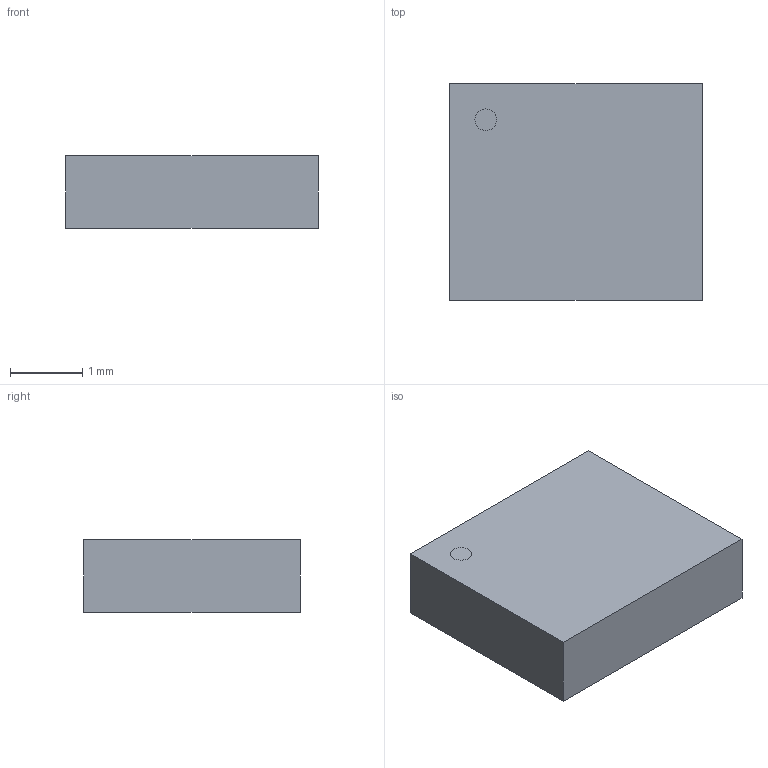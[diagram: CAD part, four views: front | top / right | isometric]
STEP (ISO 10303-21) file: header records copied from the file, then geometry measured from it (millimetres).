
FILE_DESCRIPTION(('FreeCAD Model'),'2;1');
FILE_NAME('LGA_24l.step','2020-06-12T18:57:47',( 'Author'),(''),'Open CASCADE STEP processor 7.3','FreeCAD','Unknown' );
FILE_SCHEMA(('AUTOMOTIVE_DESIGN { 1 0 10303 214 1 1 1 1 }'));
Length unit declared in the file: millimetre
Products named in the file (1): Chip
Bounding box: 3.5 x 3 x 1 mm (x, y, z)
Volume: 10.5 mm3; surface area: 34 mm2
Topology: 1 solids, 1 shells, 31 faces, 110 edges, 106 vertices
Faces by surface type: plane 31
Entity records: 2949 total; most frequent: CARTESIAN_POINT 468, DIRECTION 395, LINE 327, VECTOR 327, ORIENTED_EDGE 220, PCURVE 220, DEFINITIONAL_REPRESENTATION 220, EDGE_CURVE 110
